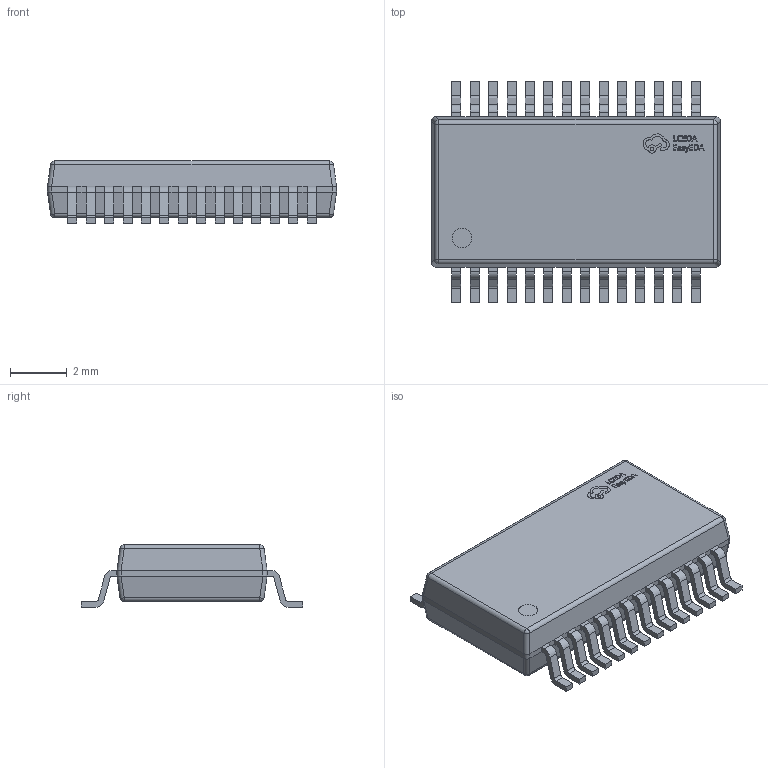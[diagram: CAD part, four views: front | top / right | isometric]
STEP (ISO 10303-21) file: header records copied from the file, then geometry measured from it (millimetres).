
FILE_DESCRIPTION(('FreeCAD Model'),'2;1');
FILE_NAME('Open CASCADE Shape Model','2023-08-10T09:20:35',(''),(''), 'Open CASCADE STEP processor 7.6','FreeCAD','Unknown');
FILE_SCHEMA(('AUTOMOTIVE_DESIGN { 1 0 10303 214 1 1 1 1 }'));
Length unit declared in the file: millimetre
Products named in the file (2): SSOP-28_L10.2-W5.3-P0.65-LS7.8-BL; SOLID001
Assembly tree (1 placements, depth 2):
  SSOP-28_L10.2-W5.3-P0.65-LS7.8-BL
    SOLID001
Bounding box: 10.2 x 7.8 x 2.2 mm (x, y, z)
Volume: 108 mm3; surface area: 217.1 mm2
Topology: 1 solids, 1 shells, 661 faces, 1781 edges, 1142 vertices
Faces by surface type: plane 421, cylinder 134, bspline 98, sphere 8
Entity records: 48488 total; most frequent: CARTESIAN_POINT 11036, DIRECTION 5931, LINE 4183, VECTOR 4183, ORIENTED_EDGE 3562, PCURVE 3562, DEFINITIONAL_REPRESENTATION 3562, EDGE_CURVE 1781
